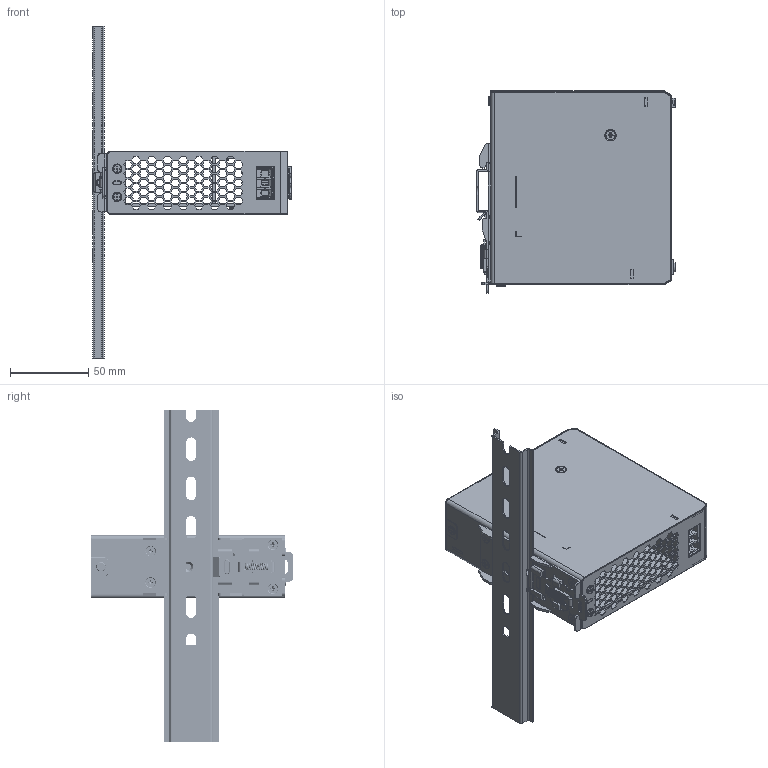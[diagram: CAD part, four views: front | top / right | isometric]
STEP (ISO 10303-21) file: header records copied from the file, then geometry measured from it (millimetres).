
FILE_DESCRIPTION((''),'2;1');
FILE_NAME('DRM-24V120W1PN_ASM_359_ASM','2015-12-21T',('LEON.YEH'),(''),'PRO/ENGINEER BY PARAMETRIC TECHNOLOGY CORPORATION, 2010280','PRO/ENGINEER BY PARAMETRIC TECHNOLOGY CORPORATION, 2010280','');
FILE_SCHEMA(('CONFIG_CONTROL_DESIGN'));
Products named in the file (33): MANIFOLD_SOLID_BREP_10531_AF0; MANIFOLD_SOLID_BREP_10925; 330322440000_CASE-CHASSIS_1_AF0_ASM; BMB420-508MA02_7_1; BMB420U103_2_1; BMB420P201_1_1; ASSEM1_ASM_6_ASM_1_ASM; BMB420-508MA02_7_1_AF1; BMB420U103_2_1_AF2; BMB420P201_1_1_AF2; ASSEM1_ASM_6_ASM_1_AF1_ASM; MB420-508MA02_ASM_4_ASM_1_AF0_ASM; MB420-508MA02_ASM_4_ASM_AF0_ASM; MANIFOLD_SOLID_BREP_262416_AF0; MANIFOLD_SOLID_BREP_262609; MH150-635M804A302_A4_AF0_6_AF0_ASM; MAIN_BOARD; DAUG_INPUT; DAUG_OUTPUT; HSK3; HS1; INSULATOR_COVER; INSULATOR_CHASSIS; INSULATOR_FRONT; 346654410101_17; 346008810000_2; 346202620000_1; ASSY_BASE_NEW_V2_ASM_10_ASM; 3100000600-1_10; 3105039100_2; RAIL; 330_COVER_4POLE; DRM-24V120W1PN_ASM_359_ASM
Assembly tree (43 placements, depth 5):
  DRM-24V120W1PN_ASM_359_ASM
    330322440000_CASE-CHASSIS_1_AF0_ASM
      MANIFOLD_SOLID_BREP_10531_AF0
      MANIFOLD_SOLID_BREP_10925
    MB420-508MA02_ASM_4_ASM_AF0_ASM
      MB420-508MA02_ASM_4_ASM_1_AF0_ASM
        ASSEM1_ASM_6_ASM_1_ASM
          BMB420-508MA02_7_1
          BMB420U103_2_1  x2
          BMB420P201_1_1  x2
        ASSEM1_ASM_6_ASM_1_AF1_ASM
          BMB420-508MA02_7_1_AF1
          BMB420U103_2_1_AF2
          BMB420U103_2_1
          BMB420P201_1_1_AF2
          BMB420P201_1_1
    MH150-635M804A302_A4_AF0_6_AF0_ASM
      MANIFOLD_SOLID_BREP_262416_AF0
      MANIFOLD_SOLID_BREP_262609
    MAIN_BOARD
    DAUG_INPUT
    DAUG_OUTPUT
    HSK3
    HS1
    INSULATOR_COVER
    INSULATOR_CHASSIS
    INSULATOR_FRONT
    ASSY_BASE_NEW_V2_ASM_10_ASM
      346654410101_17
      346008810000_2
      346202620000_1
    3100000600-1_10  x6
    3105039100_2  x3
    RAIL
    330_COVER_4POLE
Bounding box: 126.7 x 128.8 x 211.6 mm (x, y, z)
Volume: 119523.8 mm3; surface area: 234346.8 mm2
Topology: 37 solids, 37 shells, 4883 faces, 13495 edges, 8758 vertices
Faces by surface type: plane 3397, cylinder 867, extrusion 270, bspline 171, torus 104, cone 74
Entity records: 152890 total; most frequent: CARTESIAN_POINT 45676, ORIENTED_EDGE 23142, DIRECTION 19934, EDGE_CURVE 11571, VECTOR 9494, LINE 9224, VERTEX_POINT 7592, AXIS2_PLACEMENT_3D 5220
